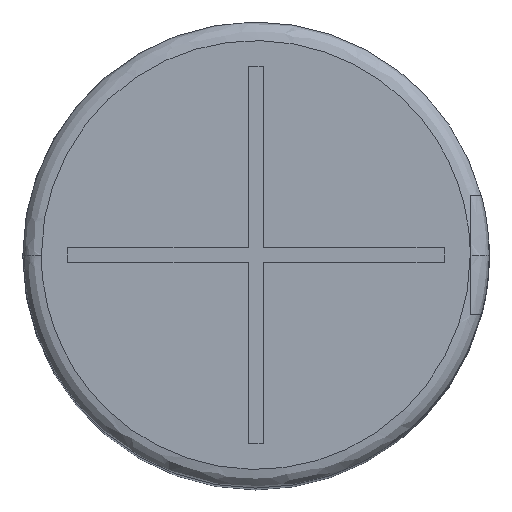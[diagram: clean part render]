
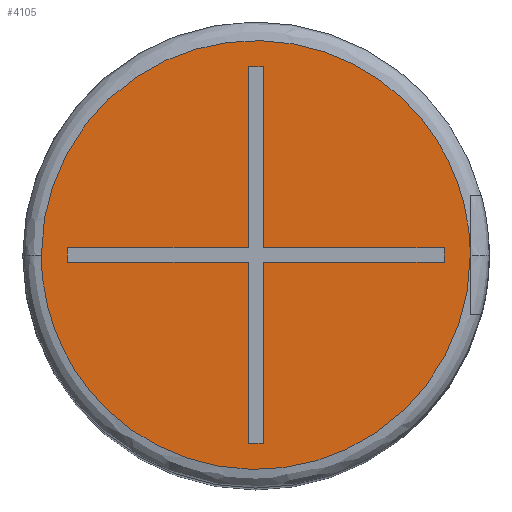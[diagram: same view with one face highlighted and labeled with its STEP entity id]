
A CAD part, top view. The second image highlights one B-rep face of the part: STEP entity #4105.
In plain terms, the highlighted planar face has unit normal (0, 0, 1).
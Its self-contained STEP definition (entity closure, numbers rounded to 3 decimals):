
#30 = ORIENTED_EDGE ( 'NONE', *, *, #875, .F. ) ;
#44 = LINE ( 'NONE', #1350, #3448 ) ;
#48 = ORIENTED_EDGE ( 'NONE', *, *, #2366, .F. ) ;
#207 = CARTESIAN_POINT ( 'NONE',  ( 0., -0.2, 30. ) ) ;
#297 = FACE_OUTER_BOUND ( 'NONE', #1439, .T. ) ;
#334 = DIRECTION ( 'NONE',  ( 0., -1., 0. ) ) ;
#478 = VERTEX_POINT ( 'NONE', #2776 ) ;
#492 = VERTEX_POINT ( 'NONE', #1843 ) ;
#506 = LINE ( 'NONE', #3085, #3387 ) ;
#616 = CARTESIAN_POINT ( 'NONE',  ( 0.2, 5.05, 30. ) ) ;
#672 = ORIENTED_EDGE ( 'NONE', *, *, #4070, .F. ) ;
#724 = VECTOR ( 'NONE', #2936, 1000. ) ;
#733 = CARTESIAN_POINT ( 'NONE',  ( -5.75, 0., 30. ) ) ;
#763 = CARTESIAN_POINT ( 'NONE',  ( 5.75, 0., 30. ) ) ;
#782 = CARTESIAN_POINT ( 'NONE',  ( 5.05, 0., 30. ) ) ;
#783 = EDGE_CURVE ( 'NONE', #492, #3088, #2685, .T. ) ;
#811 = VECTOR ( 'NONE', #1886, 1000. ) ;
#875 = EDGE_CURVE ( 'NONE', #3518, #1308, #936, .T. ) ;
#895 = EDGE_CURVE ( 'NONE', #3805, #3304, #3268, .T. ) ;
#936 = LINE ( 'NONE', #1958, #1578 ) ;
#1194 = CARTESIAN_POINT ( 'NONE',  ( 5.75, 0., 30. ) ) ;
#1239 = LINE ( 'NONE', #4255, #2738 ) ;
#1254 = FACE_BOUND ( 'NONE', #2017, .T. ) ;
#1256 = ORIENTED_EDGE ( 'NONE', *, *, #783, .F. ) ;
#1308 = VERTEX_POINT ( 'NONE', #616 ) ;
#1350 = CARTESIAN_POINT ( 'NONE',  ( -5.05, 0., 30. ) ) ;
#1378 = VECTOR ( 'NONE', #4081, 1000. ) ;
#1413 = EDGE_CURVE ( 'NONE', #2848, #3164, #3809, .T. ) ;
#1433 = VECTOR ( 'NONE', #1754, 1000. ) ;
#1439 = EDGE_LOOP ( 'NONE', ( #1785, #2168 ) ) ;
#1472 = EDGE_CURVE ( 'NONE', #2151, #3518, #506, .T. ) ;
#1480 = ORIENTED_EDGE ( 'NONE', *, *, #895, .F. ) ;
#1501 = EDGE_CURVE ( 'NONE', #2391, #2675, #4036, .T. ) ;
#1529 = VECTOR ( 'NONE', #2992, 1000. ) ;
#1578 = VECTOR ( 'NONE', #2928, 1000. ) ;
#1586 = PLANE ( 'NONE',  #2712 ) ;
#1675 = LINE ( 'NONE', #2636, #2910 ) ;
#1749 = DIRECTION ( 'NONE',  ( 0., -1., 0. ) ) ;
#1754 = DIRECTION ( 'NONE',  ( 0., 1., 0. ) ) ;
#1785 = ORIENTED_EDGE ( 'NONE', *, *, #3820, .F. ) ;
#1843 = CARTESIAN_POINT ( 'NONE',  ( 0.2, -5.05, 30. ) ) ;
#1886 = DIRECTION ( 'NONE',  ( 1., 0., 0. ) ) ;
#1932 = LINE ( 'NONE', #3262, #724 ) ;
#1949 = ORIENTED_EDGE ( 'NONE', *, *, #1472, .F. ) ;
#1958 = CARTESIAN_POINT ( 'NONE',  ( 0.2, 0., 30. ) ) ;
#1977 =( BOUNDED_CURVE ( )  B_SPLINE_CURVE ( 3, ( #763, #2740, #3039, #3062 ),
 .UNSPECIFIED., .F., .T. ) 
 B_SPLINE_CURVE_WITH_KNOTS ( ( 4, 4 ),
 ( 0., 0.5 ),
 .UNSPECIFIED. ) 
 CURVE ( )  GEOMETRIC_REPRESENTATION_ITEM ( )  RATIONAL_B_SPLINE_CURVE ( ( 1., 0.333, 0.333, 1. ) ) 
 REPRESENTATION_ITEM ( '' )  );
#2017 = EDGE_LOOP ( 'NONE', ( #672, #1256, #2187, #3671, #1480, #2772, #48, #2858, #3766, #30, #1949, #3072 ) ) ;
#2072 = CARTESIAN_POINT ( 'NONE',  ( 0.2, 0., 30. ) ) ;
#2092 = DIRECTION ( 'NONE',  ( -1., 0., 0. ) ) ;
#2117 = EDGE_CURVE ( 'NONE', #2862, #3805, #44, .T. ) ;
#2138 = CARTESIAN_POINT ( 'NONE',  ( 0.2, 0.2, 30. ) ) ;
#2151 = VERTEX_POINT ( 'NONE', #2651 ) ;
#2168 = ORIENTED_EDGE ( 'NONE', *, *, #1413, .F. ) ;
#2187 = ORIENTED_EDGE ( 'NONE', *, *, #3537, .F. ) ;
#2328 = LINE ( 'NONE', #2730, #2766 ) ;
#2339 = CARTESIAN_POINT ( 'NONE',  ( 5.75, 11.5, 30. ) ) ;
#2366 = EDGE_CURVE ( 'NONE', #2675, #2862, #1239, .T. ) ;
#2391 = VERTEX_POINT ( 'NONE', #3265 ) ;
#2554 = DIRECTION ( 'NONE',  ( -1., 0., 0. ) ) ;
#2636 = CARTESIAN_POINT ( 'NONE',  ( 0., 5.05, 30. ) ) ;
#2651 = CARTESIAN_POINT ( 'NONE',  ( 5.05, 0.2, 30. ) ) ;
#2670 = EDGE_CURVE ( 'NONE', #3304, #478, #1932, .T. ) ;
#2673 = CARTESIAN_POINT ( 'NONE',  ( -0.2, -0.2, 30. ) ) ;
#2675 = VERTEX_POINT ( 'NONE', #4253 ) ;
#2685 = LINE ( 'NONE', #2072, #1433 ) ;
#2712 = AXIS2_PLACEMENT_3D ( 'NONE', #2913, #3923, #4234 ) ;
#2730 = CARTESIAN_POINT ( 'NONE',  ( 0., -5.05, 30. ) ) ;
#2738 = VECTOR ( 'NONE', #2554, 1000. ) ;
#2740 = CARTESIAN_POINT ( 'NONE',  ( 5.75, -11.5, 30. ) ) ;
#2766 = VECTOR ( 'NONE', #3025, 1000. ) ;
#2772 = ORIENTED_EDGE ( 'NONE', *, *, #2117, .F. ) ;
#2776 = CARTESIAN_POINT ( 'NONE',  ( -0.2, -5.05, 30. ) ) ;
#2848 = VERTEX_POINT ( 'NONE', #733 ) ;
#2858 = ORIENTED_EDGE ( 'NONE', *, *, #1501, .F. ) ;
#2862 = VERTEX_POINT ( 'NONE', #3384 ) ;
#2910 = VECTOR ( 'NONE', #3988, 1000. ) ;
#2913 = CARTESIAN_POINT ( 'NONE',  ( 0., 0., 30. ) ) ;
#2928 = DIRECTION ( 'NONE',  ( 0., 1., 0. ) ) ;
#2936 = DIRECTION ( 'NONE',  ( 0., -1., 0. ) ) ;
#2992 = DIRECTION ( 'NONE',  ( 1., 0., 0. ) ) ;
#2997 = CARTESIAN_POINT ( 'NONE',  ( -5.05, -0.2, 30. ) ) ;
#3025 = DIRECTION ( 'NONE',  ( 1., 0., 0. ) ) ;
#3039 = CARTESIAN_POINT ( 'NONE',  ( -5.75, -11.5, 30. ) ) ;
#3062 = CARTESIAN_POINT ( 'NONE',  ( -5.75, 0., 30. ) ) ;
#3072 = ORIENTED_EDGE ( 'NONE', *, *, #3918, .F. ) ;
#3085 = CARTESIAN_POINT ( 'NONE',  ( 0., 0.2, 30. ) ) ;
#3088 = VERTEX_POINT ( 'NONE', #4230 ) ;
#3164 = VERTEX_POINT ( 'NONE', #1194 ) ;
#3262 = CARTESIAN_POINT ( 'NONE',  ( -0.2, 0., 30. ) ) ;
#3265 = CARTESIAN_POINT ( 'NONE',  ( -0.2, 5.05, 30. ) ) ;
#3268 = LINE ( 'NONE', #207, #811 ) ;
#3304 = VERTEX_POINT ( 'NONE', #2673 ) ;
#3324 = CARTESIAN_POINT ( 'NONE',  ( 5.75, 0., 30. ) ) ;
#3344 = CARTESIAN_POINT ( 'NONE',  ( 5.05, -0.2, 30. ) ) ;
#3368 = CARTESIAN_POINT ( 'NONE',  ( -5.75, 11.5, 30. ) ) ;
#3384 = CARTESIAN_POINT ( 'NONE',  ( -5.05, 0.2, 30. ) ) ;
#3387 = VECTOR ( 'NONE', #2092, 1000. ) ;
#3448 = VECTOR ( 'NONE', #334, 1000. ) ;
#3490 = CARTESIAN_POINT ( 'NONE',  ( -0.2, 0., 30. ) ) ;
#3518 = VERTEX_POINT ( 'NONE', #2138 ) ;
#3537 = EDGE_CURVE ( 'NONE', #478, #492, #2328, .T. ) ;
#3568 = CARTESIAN_POINT ( 'NONE',  ( 0., -0.2, 30. ) ) ;
#3671 = ORIENTED_EDGE ( 'NONE', *, *, #2670, .F. ) ;
#3731 = EDGE_CURVE ( 'NONE', #1308, #2391, #1675, .T. ) ;
#3766 = ORIENTED_EDGE ( 'NONE', *, *, #3731, .F. ) ;
#3805 = VERTEX_POINT ( 'NONE', #2997 ) ;
#3809 =( BOUNDED_CURVE ( )  B_SPLINE_CURVE ( 3, ( #3991, #3368, #2339, #3324 ),
 .UNSPECIFIED., .F., .T. ) 
 B_SPLINE_CURVE_WITH_KNOTS ( ( 4, 4 ),
 ( 0.5, 1. ),
 .UNSPECIFIED. ) 
 CURVE ( )  GEOMETRIC_REPRESENTATION_ITEM ( )  RATIONAL_B_SPLINE_CURVE ( ( 1., 0.333, 0.333, 1. ) ) 
 REPRESENTATION_ITEM ( '' )  );
#3812 = VERTEX_POINT ( 'NONE', #3344 ) ;
#3820 = EDGE_CURVE ( 'NONE', #3164, #2848, #1977, .T. ) ;
#3822 = LINE ( 'NONE', #3568, #1529 ) ;
#3918 = EDGE_CURVE ( 'NONE', #3812, #2151, #4011, .T. ) ;
#3923 = DIRECTION ( 'NONE',  ( 0., 0., -1. ) ) ;
#3928 = VECTOR ( 'NONE', #1749, 1000. ) ;
#3988 = DIRECTION ( 'NONE',  ( -1., 0., 0. ) ) ;
#3991 = CARTESIAN_POINT ( 'NONE',  ( -5.75, 0., 30. ) ) ;
#4011 = LINE ( 'NONE', #782, #1378 ) ;
#4036 = LINE ( 'NONE', #3490, #3928 ) ;
#4070 = EDGE_CURVE ( 'NONE', #3088, #3812, #3822, .T. ) ;
#4081 = DIRECTION ( 'NONE',  ( 0., 1., 0. ) ) ;
#4105 = ADVANCED_FACE ( 'NONE', ( #1254, #297 ), #1586, .F. ) ;
#4230 = CARTESIAN_POINT ( 'NONE',  ( 0.2, -0.2, 30. ) ) ;
#4234 = DIRECTION ( 'NONE',  ( 0., 1., 0. ) ) ;
#4253 = CARTESIAN_POINT ( 'NONE',  ( -0.2, 0.2, 30. ) ) ;
#4255 = CARTESIAN_POINT ( 'NONE',  ( 0., 0.2, 30. ) ) ;
